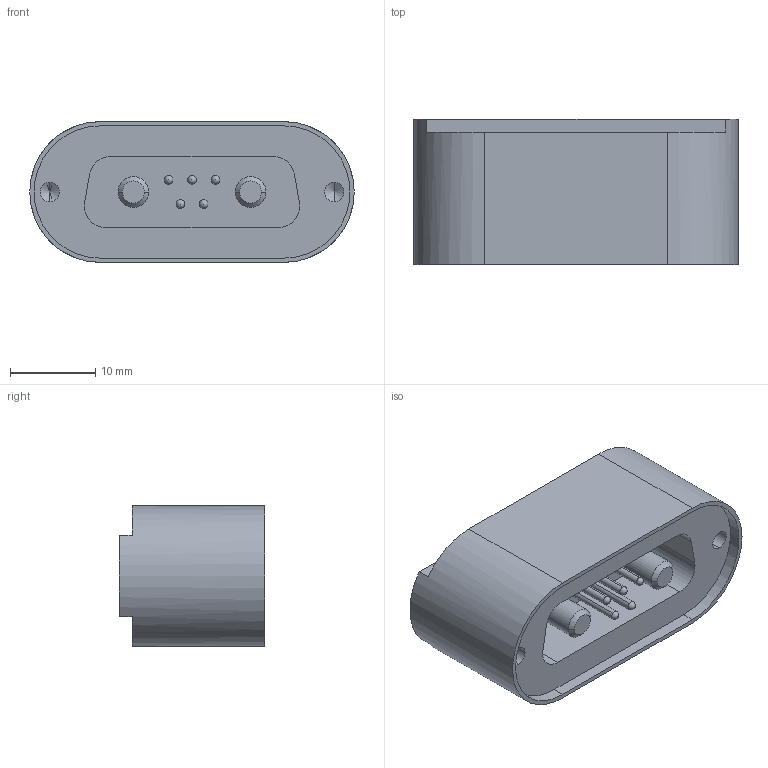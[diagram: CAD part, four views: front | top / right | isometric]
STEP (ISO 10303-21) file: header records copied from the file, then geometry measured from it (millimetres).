
FILE_DESCRIPTION (( 'STEP AP214' ), '1' );
FILE_NAME ('218-X15-2P5.STEP', '2014-11-05T07:44:52', ( '' ), ( '' ), 'SwSTEP 2.0', 'SolidWorks 2014', '' );
FILE_SCHEMA (( 'AUTOMOTIVE_DESIGN' ));
Length unit declared in the file: millimetre
Products named in the file (4): 9210-PIN-FENI_Pin vergoldet; 9212-POWER-PIN_vergoldet; 921-D15-7W2_f〉 BG; 218-X15-2P5
Assembly tree (8 placements, depth 2):
  218-X15-2P5
    921-D15-7W2_f〉 BG
    9212-POWER-PIN_vergoldet  x2
    9210-PIN-FENI_Pin vergoldet  x5
Bounding box: 38 x 17 x 16.5 mm (x, y, z)
Volume: 6235.2 mm3; surface area: 4518.7 mm2
Topology: 8 solids, 8 shells, 99 faces, 254 edges, 160 vertices
Faces by surface type: cylinder 48, plane 25, cone 16, sphere 10
Entity records: 2502 total; most frequent: DIRECTION 434, CARTESIAN_POINT 380, ORIENTED_EDGE 356, EDGE_CURVE 178, AXIS2_PLACEMENT_3D 170, VERTEX_POINT 116, EDGE_LOOP 96, VECTOR 94
